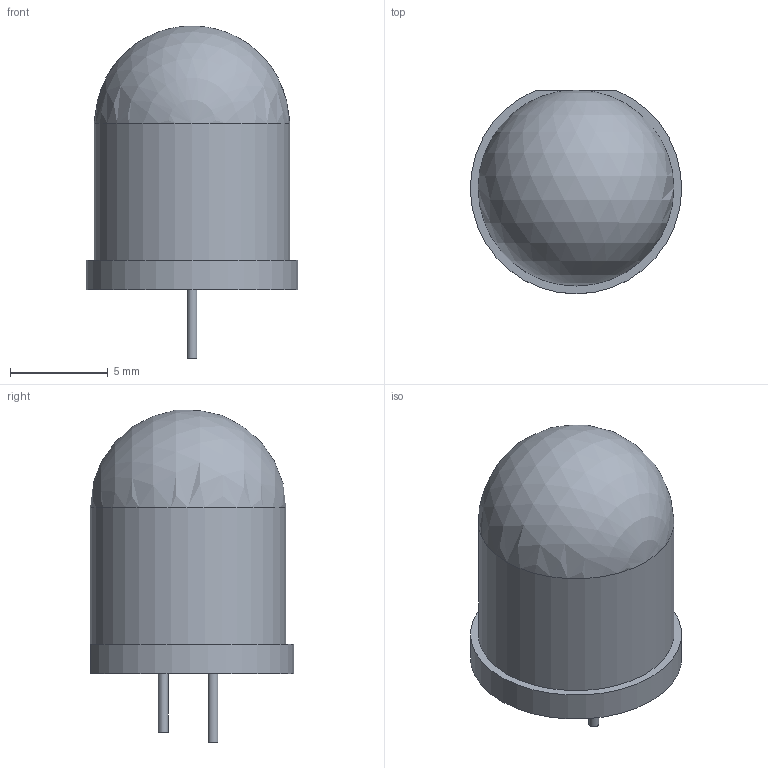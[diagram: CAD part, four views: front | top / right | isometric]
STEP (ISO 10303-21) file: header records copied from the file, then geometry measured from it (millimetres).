
FILE_DESCRIPTION(('FreeCAD Model'),'2;1');
FILE_NAME('10mm.stp', '2014-10-19T21:25:15',('FreeCAD'),('FreeCAD'), 'Open CASCADE STEP processor 6.6','FreeCAD','Unknown');
FILE_SCHEMA(('AUTOMOTIVE_DESIGN_CC2 { 1 2 10303 214 -1 1 5 4 }'));
Length unit declared in the file: millimetre
Products named in the file (3): Pad001; Pad002; Pad003
Bounding box: 10.8 x 10.4 x 16.96 mm (x, y, z)
Volume: 948.6 mm3; surface area: 541.2 mm2
Topology: 3 solids, 3 shells, 14 faces, 25 edges, 15 vertices
Faces by surface type: plane 9, cylinder 4, sphere 1
Full cylindrical faces by diameter (mm): 0.5 x2, 10 x1
Entity records: 715 total; most frequent: CARTESIAN_POINT 149, DIRECTION 102, ORIENTED_EDGE 46, PCURVE 46, DEFINITIONAL_REPRESENTATION 46, LINE 42, VECTOR 42, AXIS2_PLACEMENT_3D 28
